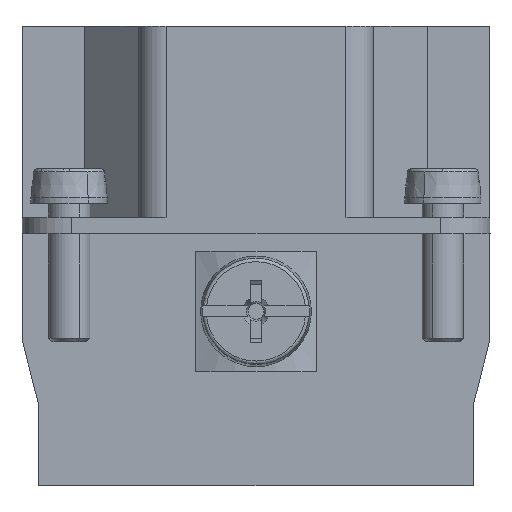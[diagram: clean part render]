
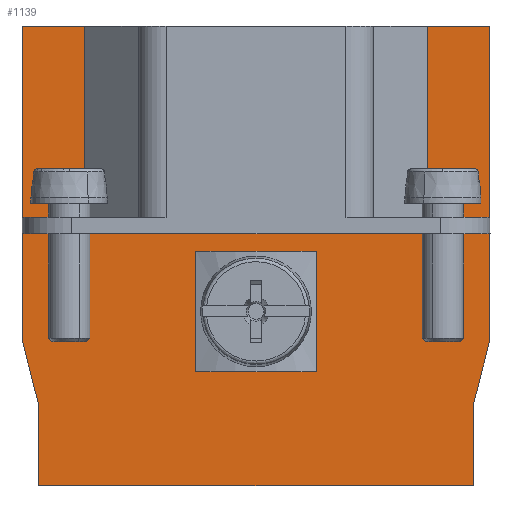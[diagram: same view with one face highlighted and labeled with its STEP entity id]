
A CAD part, left-side view. The second image highlights one B-rep face of the part: STEP entity #1139.
In plain terms, the highlighted planar face has unit normal (-1, 0, 0).
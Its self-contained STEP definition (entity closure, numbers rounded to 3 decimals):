
#791=CIRCLE('',#8455,2.);
#1139=ADVANCED_FACE('',(#1918,#1919),#1635,.T.);
#1635=PLANE('',#8456);
#1918=FACE_BOUND('',#2162,.T.);
#1919=FACE_BOUND('',#2163,.T.);
#2162=EDGE_LOOP('',(#2967,#2968,#2969,#2970,#2971,#2972,#2973,#2974,#2975,
#2976,#2977,#2978,#2979,#2980));
#2163=EDGE_LOOP('',(#2981));
#2967=ORIENTED_EDGE('',*,*,#6096,.T.);
#2968=ORIENTED_EDGE('',*,*,#6097,.T.);
#2969=ORIENTED_EDGE('',*,*,#6098,.T.);
#2970=ORIENTED_EDGE('',*,*,#6099,.T.);
#2971=ORIENTED_EDGE('',*,*,#6100,.T.);
#2972=ORIENTED_EDGE('',*,*,#6101,.T.);
#2973=ORIENTED_EDGE('',*,*,#6102,.T.);
#2974=ORIENTED_EDGE('',*,*,#6103,.T.);
#2975=ORIENTED_EDGE('',*,*,#6104,.F.);
#2976=ORIENTED_EDGE('',*,*,#6105,.T.);
#2977=ORIENTED_EDGE('',*,*,#6106,.F.);
#2978=ORIENTED_EDGE('',*,*,#6107,.T.);
#2979=ORIENTED_EDGE('',*,*,#6108,.T.);
#2980=ORIENTED_EDGE('',*,*,#6109,.T.);
#2981=ORIENTED_EDGE('',*,*,#6110,.F.);
#5289=VERTEX_POINT('',#11702);
#5290=VERTEX_POINT('',#11703);
#5291=VERTEX_POINT('',#11705);
#5292=VERTEX_POINT('',#11707);
#5293=VERTEX_POINT('',#11709);
#5294=VERTEX_POINT('',#11711);
#5295=VERTEX_POINT('',#11713);
#5296=VERTEX_POINT('',#11715);
#5297=VERTEX_POINT('',#11717);
#5298=VERTEX_POINT('',#11719);
#5299=VERTEX_POINT('',#11721);
#5300=VERTEX_POINT('',#11723);
#5301=VERTEX_POINT('',#11725);
#5302=VERTEX_POINT('',#11727);
#5303=VERTEX_POINT('',#11730);
#6096=EDGE_CURVE('',#5289,#5290,#7250,.T.);
#6097=EDGE_CURVE('',#5290,#5291,#7251,.T.);
#6098=EDGE_CURVE('',#5291,#5292,#7252,.T.);
#6099=EDGE_CURVE('',#5292,#5293,#7253,.T.);
#6100=EDGE_CURVE('',#5293,#5294,#7254,.T.);
#6101=EDGE_CURVE('',#5294,#5295,#7255,.T.);
#6102=EDGE_CURVE('',#5295,#5296,#7256,.T.);
#6103=EDGE_CURVE('',#5296,#5297,#7257,.T.);
#6104=EDGE_CURVE('',#5298,#5297,#7258,.T.);
#6105=EDGE_CURVE('',#5298,#5299,#7259,.T.);
#6106=EDGE_CURVE('',#5300,#5299,#7260,.T.);
#6107=EDGE_CURVE('',#5300,#5301,#7261,.T.);
#6108=EDGE_CURVE('',#5301,#5302,#7262,.T.);
#6109=EDGE_CURVE('',#5302,#5289,#7263,.T.);
#6110=EDGE_CURVE('',#5303,#5303,#791,.T.);
#7250=LINE('',#11701,#7860);
#7251=LINE('',#11704,#7861);
#7252=LINE('',#11706,#7862);
#7253=LINE('',#11708,#7863);
#7254=LINE('',#11710,#7864);
#7255=LINE('',#11712,#7865);
#7256=LINE('',#11714,#7866);
#7257=LINE('',#11716,#7867);
#7258=LINE('',#11718,#7868);
#7259=LINE('',#11720,#7869);
#7260=LINE('',#11722,#7870);
#7261=LINE('',#11724,#7871);
#7262=LINE('',#11726,#7872);
#7263=LINE('',#11728,#7873);
#7860=VECTOR('',#9341,1.);
#7861=VECTOR('',#9342,1.);
#7862=VECTOR('',#9343,1.);
#7863=VECTOR('',#9344,1.);
#7864=VECTOR('',#9345,1.);
#7865=VECTOR('',#9346,1.);
#7866=VECTOR('',#9347,1.);
#7867=VECTOR('',#9348,1.);
#7868=VECTOR('',#9349,1.);
#7869=VECTOR('',#9350,1.);
#7870=VECTOR('',#9351,1.);
#7871=VECTOR('',#9352,1.);
#7872=VECTOR('',#9353,1.);
#7873=VECTOR('',#9354,1.);
#8455=AXIS2_PLACEMENT_3D('',#11729,#9355,#9356);
#8456=AXIS2_PLACEMENT_3D('',#11731,#9357,#9358);
#9341=DIRECTION('',(0.,1.,0.));
#9342=DIRECTION('',(0.,1.,0.));
#9343=DIRECTION('',(0.,0.,1.));
#9344=DIRECTION('',(0.,1.,0.));
#9345=DIRECTION('',(0.,0.,-1.));
#9346=DIRECTION('',(0.,-0.25,-0.968));
#9347=DIRECTION('',(0.,0.,-1.));
#9348=DIRECTION('',(0.,-1.,0.));
#9349=DIRECTION('',(0.,0.,-1.));
#9350=DIRECTION('',(0.,-0.25,0.968));
#9351=DIRECTION('',(0.,0.,-1.));
#9352=DIRECTION('',(0.,1.,0.));
#9353=DIRECTION('',(0.,0.,-1.));
#9354=DIRECTION('',(0.,1.,0.));
#9355=DIRECTION('',(-1.,0.,0.));
#9356=DIRECTION('',(0.,0.,-1.));
#9357=DIRECTION('',(-1.,0.,0.));
#9358=DIRECTION('',(0.,1.,0.));
#11701=CARTESIAN_POINT('',(-4.084,13.415,-15.));
#11702=CARTESIAN_POINT('',(-4.084,-2.862,-15.));
#11703=CARTESIAN_POINT('',(-4.084,13.415,-15.));
#11704=CARTESIAN_POINT('',(-4.084,13.415,-15.));
#11705=CARTESIAN_POINT('',(-4.084,16.255,-15.));
#11706=CARTESIAN_POINT('',(-4.084,16.255,-13.8));
#11707=CARTESIAN_POINT('',(-4.084,16.255,0.));
#11708=CARTESIAN_POINT('',(-4.084,16.255,0.));
#11709=CARTESIAN_POINT('',(-4.084,20.755,0.));
#11710=CARTESIAN_POINT('',(-4.084,20.755,0.));
#11711=CARTESIAN_POINT('',(-4.084,20.755,-22.66));
#11712=CARTESIAN_POINT('',(-4.084,20.305,-24.4));
#11713=CARTESIAN_POINT('',(-4.084,19.555,-27.3));
#11714=CARTESIAN_POINT('',(-4.084,19.555,-15.1));
#11715=CARTESIAN_POINT('',(-4.084,19.555,-33.2));
#11716=CARTESIAN_POINT('',(-4.084,17.755,-33.2));
#11717=CARTESIAN_POINT('',(-4.084,-11.845,-33.2));
#11718=CARTESIAN_POINT('',(-4.084,-11.845,-15.1));
#11719=CARTESIAN_POINT('',(-4.084,-11.845,-27.3));
#11720=CARTESIAN_POINT('',(-4.084,-11.845,-27.3));
#11721=CARTESIAN_POINT('',(-4.084,-13.045,-22.66));
#11722=CARTESIAN_POINT('',(-4.084,-13.045,0.));
#11723=CARTESIAN_POINT('',(-4.084,-13.045,0.));
#11724=CARTESIAN_POINT('',(-4.084,-13.045,0.));
#11725=CARTESIAN_POINT('',(-4.084,-8.545,0.));
#11726=CARTESIAN_POINT('',(-4.084,-8.545,0.));
#11727=CARTESIAN_POINT('',(-4.084,-8.545,-15.));
#11728=CARTESIAN_POINT('',(-4.084,-8.545,-15.));
#11729=CARTESIAN_POINT('',(-4.084,3.855,-20.6));
#11730=CARTESIAN_POINT('',(-4.084,3.855,-22.6));
#11731=CARTESIAN_POINT('',(-4.084,-13.145,0.1));
